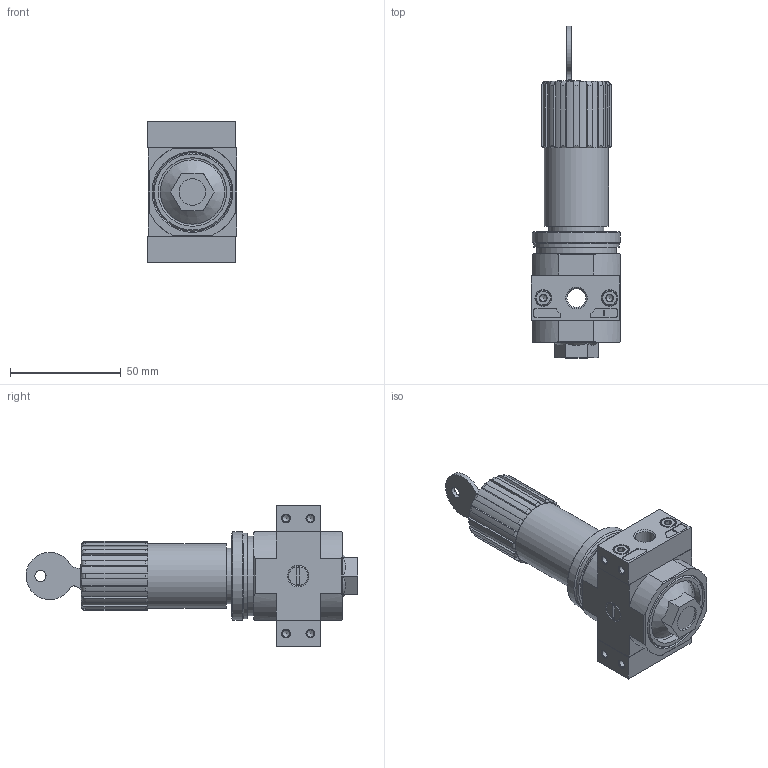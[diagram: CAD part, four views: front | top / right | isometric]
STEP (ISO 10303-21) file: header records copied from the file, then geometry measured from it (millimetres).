
FILE_DESCRIPTION(/* description */ ('STEP AP214'),/* implementation_level */ '2;1');
FILE_NAME(/* name */ '194609_LRS-1_8-D-7-O-I-MINI',/* time_stamp */ '2024-09-05T00:22:13+02:00',/* author */ ('License CC BY-ND 4.0'),/* organization */ ('CADENAS'),/* preprocessor_version */ 'ST-DEVELOPER v19.3',/* originating_system */ 'PARTsolutions',/* authorisation */ ' ');
FILE_SCHEMA (('AUTOMOTIVE_DESIGN {1 0 10303 214 3 1 1}'));
Length unit declared in the file: millimetre
Products named in the file (7): 194609 LRS-1/8-D-7-O-I-MINI; 646256 LRS-D-7-I-MINI; 380287 PBL-1/8-D-MINI-R---(0) p1; DIN-912 - M4x16(F); 380285 PBL-1/8-D-MINI-L---(1) p1; 398011 LRVS-D-MINI; 373845 LR-MINI
Assembly tree (10 placements, depth 2):
  194609 LRS-1/8-D-7-O-I-MINI
    646256 LRS-D-7-I-MINI
    380287 PBL-1/8-D-MINI-R---(0) p1
    DIN-912 - M4x16(F)  x4
    380285 PBL-1/8-D-MINI-L---(1) p1
    398011 LRVS-D-MINI
    373845 LR-MINI  x2
Bounding box: 40.4 x 150 x 64 mm (x, y, z)
Volume: 130799.1 mm3; surface area: 34908.9 mm2
Topology: 10 solids, 10 shells, 434 faces, 1004 edges, 626 vertices
Faces by surface type: plane 210, cylinder 116, cone 88, torus 20
Full cylindrical faces by diameter (mm): 3.242 x8, 4 x4, 4.3 x2, 5.1 x1, 5.8 x1, 6.9 x2, 7 x4, 8.2 x2, 8.566 x4, 9.728 x2, 11 x1, 12 x1, 12.2 x2, 15.7 x1, 15.8 x1, 18.7 x1, 24.9 x1, 26 x1, 29 x1, 31 x1, 33.9 x1, 34.376 x1, 36 x1, 38.5 x1, 39.8 x1
Entity records: 10998 total; most frequent: CARTESIAN_POINT 1902, DIRECTION 1635, ORIENTED_EDGE 1436, EDGE_CURVE 718, AXIS2_PLACEMENT_3D 649, VERTEX_POINT 522, FACE_BOUND 484, EDGE_LOOP 475
